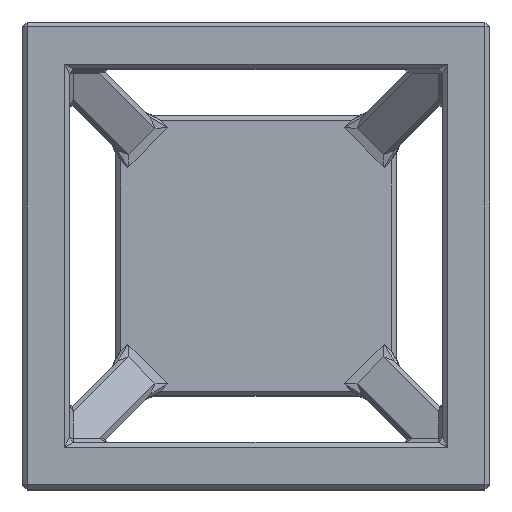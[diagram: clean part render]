
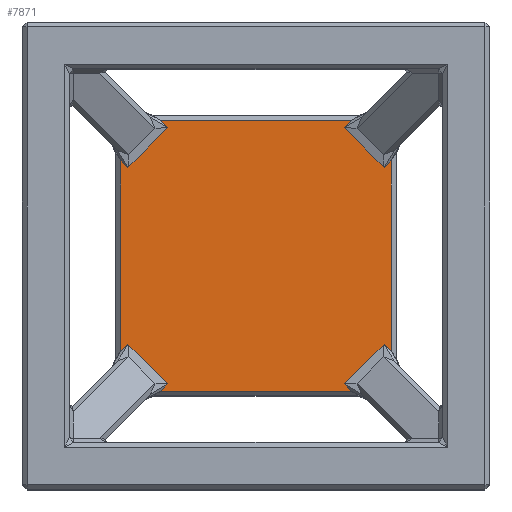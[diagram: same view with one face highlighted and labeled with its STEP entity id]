
A CAD part, top view. The second image highlights one B-rep face of the part: STEP entity #7871.
In plain terms, the highlighted planar face has unit normal (0, 0, 1).
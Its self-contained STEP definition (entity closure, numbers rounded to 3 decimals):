
#515=FACE_OUTER_BOUND('',#1035,.T.);
#1035=EDGE_LOOP('',(#6717,#6718,#6719,#6720,#6721,#6722,#6723,#6724,#6725,
#6726,#6727,#6728,#6729,#6730,#6731,#6732));
#1415=LINE('',#11261,#2471);
#1519=LINE('',#11472,#2575);
#1609=LINE('',#11657,#2665);
#1670=LINE('',#11785,#2726);
#1755=LINE('',#11963,#2811);
#1757=LINE('',#11966,#2813);
#1807=LINE('',#12066,#2863);
#1839=LINE('',#12124,#2895);
#1847=LINE('',#12136,#2903);
#1848=LINE('',#12138,#2904);
#1868=LINE('',#12169,#2924);
#1876=LINE('',#12181,#2932);
#1909=LINE('',#12231,#2965);
#1943=LINE('',#12282,#2999);
#1980=LINE('',#12338,#3036);
#2011=LINE('',#12385,#3067);
#2471=VECTOR('',#9055,10.);
#2575=VECTOR('',#9241,10.);
#2665=VECTOR('',#9403,10.);
#2726=VECTOR('',#9510,10.);
#2811=VECTOR('',#9659,10.);
#2813=VECTOR('',#9663,10.);
#2863=VECTOR('',#9757,10.);
#2895=VECTOR('',#9817,10.);
#2903=VECTOR('',#9833,10.);
#2904=VECTOR('',#9836,10.);
#2924=VECTOR('',#9878,10.);
#2932=VECTOR('',#9894,10.);
#2965=VECTOR('',#9961,10.);
#2999=VECTOR('',#10029,10.);
#3036=VECTOR('',#10104,10.);
#3067=VECTOR('',#10167,10.);
#3359=VERTEX_POINT('',#11058);
#3410=VERTEX_POINT('',#11220);
#3423=VERTEX_POINT('',#11252);
#3465=VERTEX_POINT('',#11395);
#3490=VERTEX_POINT('',#11467);
#3526=VERTEX_POINT('',#11578);
#3549=VERTEX_POINT('',#11652);
#3579=VERTEX_POINT('',#11743);
#3593=VERTEX_POINT('',#11780);
#3622=VERTEX_POINT('',#11864);
#3630=VERTEX_POINT('',#11895);
#3633=VERTEX_POINT('',#11902);
#3654=VERTEX_POINT('',#11958);
#3662=VERTEX_POINT('',#11991);
#3663=VERTEX_POINT('',#11995);
#3680=VERTEX_POINT('',#12058);
#4055=EDGE_CURVE('',#3359,#3423,#1415,.T.);
#4159=EDGE_CURVE('',#3423,#3490,#1519,.T.);
#4249=EDGE_CURVE('',#3490,#3549,#1609,.T.);
#4310=EDGE_CURVE('',#3549,#3593,#1670,.T.);
#4395=EDGE_CURVE('',#3630,#3654,#1755,.T.);
#4397=EDGE_CURVE('',#3654,#3622,#1757,.T.);
#4447=EDGE_CURVE('',#3680,#3662,#1807,.T.);
#4479=EDGE_CURVE('',#3663,#3680,#1839,.T.);
#4487=EDGE_CURVE('',#3633,#3663,#1847,.T.);
#4488=EDGE_CURVE('',#3662,#3630,#1848,.T.);
#4508=EDGE_CURVE('',#3593,#3633,#1868,.T.);
#4516=EDGE_CURVE('',#3622,#3579,#1876,.T.);
#4549=EDGE_CURVE('',#3579,#3526,#1909,.T.);
#4583=EDGE_CURVE('',#3526,#3465,#1943,.T.);
#4620=EDGE_CURVE('',#3465,#3410,#1980,.T.);
#4651=EDGE_CURVE('',#3410,#3359,#2011,.T.);
#6717=ORIENTED_EDGE('',*,*,#4447,.F.);
#6718=ORIENTED_EDGE('',*,*,#4479,.F.);
#6719=ORIENTED_EDGE('',*,*,#4487,.F.);
#6720=ORIENTED_EDGE('',*,*,#4508,.F.);
#6721=ORIENTED_EDGE('',*,*,#4310,.F.);
#6722=ORIENTED_EDGE('',*,*,#4249,.F.);
#6723=ORIENTED_EDGE('',*,*,#4159,.F.);
#6724=ORIENTED_EDGE('',*,*,#4055,.F.);
#6725=ORIENTED_EDGE('',*,*,#4651,.F.);
#6726=ORIENTED_EDGE('',*,*,#4620,.F.);
#6727=ORIENTED_EDGE('',*,*,#4583,.F.);
#6728=ORIENTED_EDGE('',*,*,#4549,.F.);
#6729=ORIENTED_EDGE('',*,*,#4516,.F.);
#6730=ORIENTED_EDGE('',*,*,#4397,.F.);
#6731=ORIENTED_EDGE('',*,*,#4395,.F.);
#6732=ORIENTED_EDGE('',*,*,#4488,.F.);
#7357=PLANE('',#8399);
#7871=ADVANCED_FACE('',(#515),#7357,.T.);
#8399=AXIS2_PLACEMENT_3D('',#12584,#10465,#10466);
#9055=DIRECTION('',(1.,0.,0.));
#9241=DIRECTION('',(-0.707,-0.707,0.));
#9403=DIRECTION('',(0.707,-0.707,0.));
#9510=DIRECTION('',(0.707,0.707,0.));
#9659=DIRECTION('',(0.707,0.707,0.));
#9663=DIRECTION('',(-0.707,0.707,0.));
#9757=DIRECTION('',(0.707,-0.707,0.));
#9817=DIRECTION('',(-0.707,-0.707,0.));
#9833=DIRECTION('',(-0.707,0.707,0.));
#9836=DIRECTION('',(-1.,0.,0.));
#9878=DIRECTION('',(0.,-1.,0.));
#9894=DIRECTION('',(-0.707,-0.707,0.));
#9961=DIRECTION('',(0.,1.,0.));
#10029=DIRECTION('',(0.707,-0.707,0.));
#10104=DIRECTION('',(0.707,0.707,0.));
#10167=DIRECTION('',(-0.707,0.707,0.));
#10465=DIRECTION('center_axis',(0.,0.,1.));
#10466=DIRECTION('ref_axis',(0.,1.,0.));
#11058=CARTESIAN_POINT('',(-41.03,58.,60.));
#11220=CARTESIAN_POINT('',(-37.86,54.831,60.));
#11252=CARTESIAN_POINT('',(41.029,58.,60.));
#11261=CARTESIAN_POINT('',(30.,58.,60.));
#11395=CARTESIAN_POINT('',(-54.831,37.86,60.));
#11467=CARTESIAN_POINT('',(37.86,54.831,60.));
#11472=CARTESIAN_POINT('',(42.034,59.005,60.));
#11578=CARTESIAN_POINT('',(-58.,41.029,60.));
#11652=CARTESIAN_POINT('',(54.831,37.86,60.));
#11657=CARTESIAN_POINT('',(49.881,42.81,60.));
#11743=CARTESIAN_POINT('',(-58.,-41.03,60.));
#11780=CARTESIAN_POINT('',(58.,41.03,60.));
#11785=CARTESIAN_POINT('',(63.087,46.117,60.));
#11864=CARTESIAN_POINT('',(-54.831,-37.86,60.));
#11895=CARTESIAN_POINT('',(-41.029,-58.,60.));
#11902=CARTESIAN_POINT('',(58.,-41.03,60.));
#11958=CARTESIAN_POINT('',(-37.86,-54.831,60.));
#11963=CARTESIAN_POINT('',(-16.962,-33.933,60.));
#11966=CARTESIAN_POINT('',(-46.345,-46.346,60.));
#11991=CARTESIAN_POINT('',(41.029,-58.,60.));
#11995=CARTESIAN_POINT('',(54.831,-37.86,60.));
#12058=CARTESIAN_POINT('',(37.86,-54.831,60.));
#12066=CARTESIAN_POINT('',(31.962,-48.933,60.));
#12124=CARTESIAN_POINT('',(61.345,-31.346,60.));
#12136=CARTESIAN_POINT('',(48.933,-31.963,60.));
#12138=CARTESIAN_POINT('',(30.,-58.,60.));
#12169=CARTESIAN_POINT('',(58.,30.,60.));
#12181=CARTESIAN_POINT('',(-33.933,-16.963,60.));
#12231=CARTESIAN_POINT('',(-58.,0.,60.));
#12282=CARTESIAN_POINT('',(-48.933,31.962,60.));
#12338=CARTESIAN_POINT('',(-31.346,61.345,60.));
#12385=CARTESIAN_POINT('',(-31.963,48.933,60.));
#12584=CARTESIAN_POINT('Origin',(30.,30.,60.));
